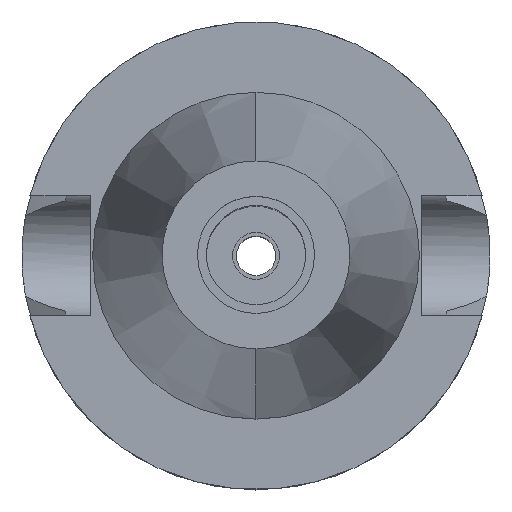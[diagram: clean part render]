
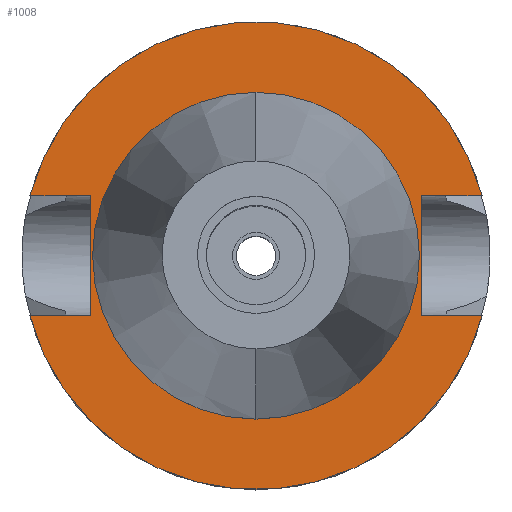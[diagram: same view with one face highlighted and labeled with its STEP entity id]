
A CAD part, top view. The second image highlights one B-rep face of the part: STEP entity #1008.
In plain terms, the highlighted planar face has unit normal (0, 0, 1).
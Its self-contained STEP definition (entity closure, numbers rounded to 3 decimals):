
#1 = ORIENTED_EDGE ( 'NONE', *, *, #2038, .F. ) ;
#76 = EDGE_CURVE ( 'NONE', #2584, #988, #1729, .T. ) ;
#80 = ORIENTED_EDGE ( 'NONE', *, *, #2108, .F. ) ;
#104 = DIRECTION ( 'NONE',  ( 0., 0., -1. ) ) ;
#140 = CARTESIAN_POINT ( 'NONE',  ( 48.321, 12.85, -3. ) ) ;
#159 = ORIENTED_EDGE ( 'NONE', *, *, #1222, .F. ) ;
#257 = VERTEX_POINT ( 'NONE', #3458 ) ;
#376 = VERTEX_POINT ( 'NONE', #2422 ) ;
#520 = VERTEX_POINT ( 'NONE', #1312 ) ;
#545 = VERTEX_POINT ( 'NONE', #3400 ) ;
#576 = DIRECTION ( 'NONE',  ( 1., 0., 0. ) ) ;
#622 = CARTESIAN_POINT ( 'NONE',  ( 0., 0., -3. ) ) ;
#640 = LINE ( 'NONE', #2083, #1928 ) ;
#710 = LINE ( 'NONE', #1840, #3082 ) ;
#724 = EDGE_CURVE ( 'NONE', #3420, #2320, #2182, .T. ) ;
#799 = CARTESIAN_POINT ( 'NONE',  ( 0., 0., -3. ) ) ;
#800 = CIRCLE ( 'NONE', #2356, 34.925 ) ;
#813 = AXIS2_PLACEMENT_3D ( 'NONE', #3216, #939, #3531 ) ;
#879 = ORIENTED_EDGE ( 'NONE', *, *, #724, .F. ) ;
#892 = ORIENTED_EDGE ( 'NONE', *, *, #2514, .F. ) ;
#907 = ORIENTED_EDGE ( 'NONE', *, *, #3625, .T. ) ;
#939 = DIRECTION ( 'NONE',  ( 0., 0., -1. ) ) ;
#988 = VERTEX_POINT ( 'NONE', #140 ) ;
#998 = CARTESIAN_POINT ( 'NONE',  ( 0., 0., -3. ) ) ;
#1008 = ADVANCED_FACE ( 'NONE', ( #3574, #2447 ), #1258, .F. ) ;
#1159 = CARTESIAN_POINT ( 'NONE',  ( 0., 34.925, -3. ) ) ;
#1191 = CARTESIAN_POINT ( 'NONE',  ( 0., 0., -3. ) ) ;
#1201 = AXIS2_PLACEMENT_3D ( 'NONE', #998, #104, #1803 ) ;
#1222 = EDGE_CURVE ( 'NONE', #545, #376, #3600, .T. ) ;
#1258 = PLANE ( 'NONE',  #1201 ) ;
#1312 = CARTESIAN_POINT ( 'NONE',  ( 35.4, -12.85, -3. ) ) ;
#1496 = DIRECTION ( 'NONE',  ( 0., -1., 0. ) ) ;
#1554 = CARTESIAN_POINT ( 'NONE',  ( 35.4, 12.85, -3. ) ) ;
#1589 = DIRECTION ( 'NONE',  ( 0., 1., 0. ) ) ;
#1621 = CARTESIAN_POINT ( 'NONE',  ( -35.4, 12.85, -3. ) ) ;
#1729 = LINE ( 'NONE', #1992, #2782 ) ;
#1754 = ORIENTED_EDGE ( 'NONE', *, *, #76, .T. ) ;
#1776 = DIRECTION ( 'NONE',  ( 0., -1., 0. ) ) ;
#1803 = DIRECTION ( 'NONE',  ( 0., -1., 0. ) ) ;
#1827 = CARTESIAN_POINT ( 'NONE',  ( -48.321, 12.85, -3. ) ) ;
#1833 = DIRECTION ( 'NONE',  ( 0., 1., 0. ) ) ;
#1840 = CARTESIAN_POINT ( 'NONE',  ( -35.4, -12.85, -3. ) ) ;
#1847 = LINE ( 'NONE', #3334, #3667 ) ;
#1913 = VERTEX_POINT ( 'NONE', #1159 ) ;
#1928 = VECTOR ( 'NONE', #1776, 1000. ) ;
#1985 = CARTESIAN_POINT ( 'NONE',  ( 35.4, -12.85, -3. ) ) ;
#1992 = CARTESIAN_POINT ( 'NONE',  ( 35.4, 12.85, -3. ) ) ;
#2030 = CARTESIAN_POINT ( 'NONE',  ( -35.4, 12.85, -3. ) ) ;
#2038 = EDGE_CURVE ( 'NONE', #520, #545, #2275, .T. ) ;
#2083 = CARTESIAN_POINT ( 'NONE',  ( 35.4, 12.85, -3. ) ) ;
#2108 = EDGE_CURVE ( 'NONE', #1913, #257, #3309, .T. ) ;
#2182 = LINE ( 'NONE', #1621, #3261 ) ;
#2275 = LINE ( 'NONE', #1985, #3118 ) ;
#2287 = AXIS2_PLACEMENT_3D ( 'NONE', #799, #2490, #2803 ) ;
#2320 = VERTEX_POINT ( 'NONE', #1827 ) ;
#2356 = AXIS2_PLACEMENT_3D ( 'NONE', #1191, #2616, #1496 ) ;
#2394 = DIRECTION ( 'NONE',  ( 0., 0., 1. ) ) ;
#2422 = CARTESIAN_POINT ( 'NONE',  ( -48.321, -12.85, -3. ) ) ;
#2447 = FACE_BOUND ( 'NONE', #3288, .T. ) ;
#2490 = DIRECTION ( 'NONE',  ( 0., 0., -1. ) ) ;
#2514 = EDGE_CURVE ( 'NONE', #257, #1913, #800, .T. ) ;
#2552 = ORIENTED_EDGE ( 'NONE', *, *, #2982, .F. ) ;
#2573 = EDGE_CURVE ( 'NONE', #2584, #520, #640, .T. ) ;
#2584 = VERTEX_POINT ( 'NONE', #1554 ) ;
#2616 = DIRECTION ( 'NONE',  ( 0., 0., 1. ) ) ;
#2697 = ORIENTED_EDGE ( 'NONE', *, *, #3407, .F. ) ;
#2779 = DIRECTION ( 'NONE',  ( -1., 0., 0. ) ) ;
#2782 = VECTOR ( 'NONE', #576, 1000. ) ;
#2803 = DIRECTION ( 'NONE',  ( 0., -1., 0. ) ) ;
#2980 = VERTEX_POINT ( 'NONE', #3594 ) ;
#2982 = EDGE_CURVE ( 'NONE', #2980, #3420, #1847, .T. ) ;
#2992 = DIRECTION ( 'NONE',  ( -1., 0., 0. ) ) ;
#3025 = CIRCLE ( 'NONE', #813, 50. ) ;
#3082 = VECTOR ( 'NONE', #2992, 1000. ) ;
#3118 = VECTOR ( 'NONE', #3126, 1000. ) ;
#3126 = DIRECTION ( 'NONE',  ( 1., 0., 0. ) ) ;
#3216 = CARTESIAN_POINT ( 'NONE',  ( 0., 0., -3. ) ) ;
#3249 = AXIS2_PLACEMENT_3D ( 'NONE', #622, #2394, #1833 ) ;
#3261 = VECTOR ( 'NONE', #2779, 1000. ) ;
#3288 = EDGE_LOOP ( 'NONE', ( #80, #892 ) ) ;
#3309 = CIRCLE ( 'NONE', #3249, 34.925 ) ;
#3334 = CARTESIAN_POINT ( 'NONE',  ( -35.4, -12.85, -3. ) ) ;
#3400 = CARTESIAN_POINT ( 'NONE',  ( 48.321, -12.85, -3. ) ) ;
#3405 = EDGE_LOOP ( 'NONE', ( #907, #159, #1, #3555, #1754, #2697, #879, #2552 ) ) ;
#3407 = EDGE_CURVE ( 'NONE', #2320, #988, #3025, .T. ) ;
#3420 = VERTEX_POINT ( 'NONE', #2030 ) ;
#3458 = CARTESIAN_POINT ( 'NONE',  ( 0., -34.925, -3. ) ) ;
#3531 = DIRECTION ( 'NONE',  ( 0., 1., 0. ) ) ;
#3555 = ORIENTED_EDGE ( 'NONE', *, *, #2573, .F. ) ;
#3574 = FACE_OUTER_BOUND ( 'NONE', #3405, .T. ) ;
#3594 = CARTESIAN_POINT ( 'NONE',  ( -35.4, -12.85, -3. ) ) ;
#3600 = CIRCLE ( 'NONE', #2287, 50. ) ;
#3625 = EDGE_CURVE ( 'NONE', #2980, #376, #710, .T. ) ;
#3667 = VECTOR ( 'NONE', #1589, 1000. ) ;
